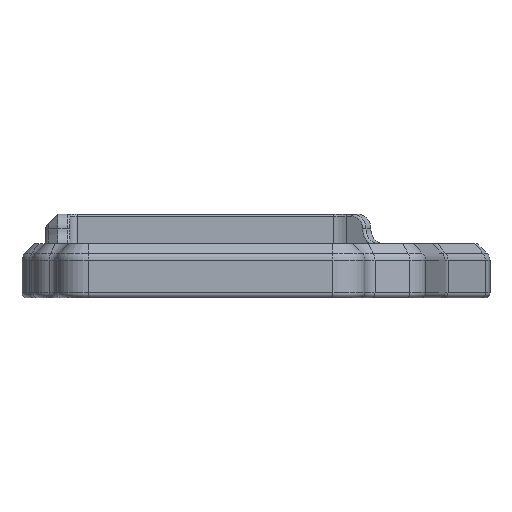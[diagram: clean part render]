
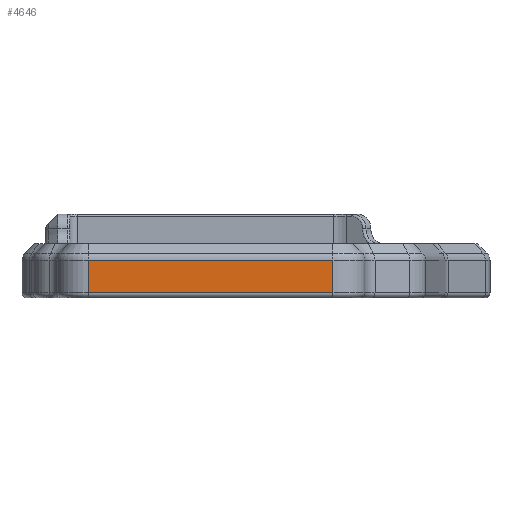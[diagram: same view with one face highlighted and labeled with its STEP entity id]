
A CAD part, left-side view. The second image highlights one B-rep face of the part: STEP entity #4646.
In plain terms, the highlighted planar face has unit normal (-1, 0, 0).
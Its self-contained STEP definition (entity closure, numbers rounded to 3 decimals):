
#145=PLANE('',#5053);
#285=FACE_OUTER_BOUND('',#597,.T.);
#597=EDGE_LOOP('',(#3271,#3272,#3273,#3274));
#905=LINE('',#7369,#1289);
#923=LINE('',#7585,#1307);
#924=LINE('',#7587,#1308);
#925=LINE('',#7588,#1309);
#1289=VECTOR('',#5742,10.);
#1307=VECTOR('',#5856,10.);
#1308=VECTOR('',#5857,10.);
#1309=VECTOR('',#5858,10.);
#2026=VERTEX_POINT('',#7362);
#2028=VERTEX_POINT('',#7368);
#2062=VERTEX_POINT('',#7584);
#2063=VERTEX_POINT('',#7586);
#2463=EDGE_CURVE('',#2026,#2028,#905,.T.);
#2517=EDGE_CURVE('',#2062,#2026,#923,.T.);
#2518=EDGE_CURVE('',#2063,#2062,#924,.T.);
#2519=EDGE_CURVE('',#2063,#2028,#925,.T.);
#3271=ORIENTED_EDGE('',*,*,#2463,.F.);
#3272=ORIENTED_EDGE('',*,*,#2517,.F.);
#3273=ORIENTED_EDGE('',*,*,#2518,.F.);
#3274=ORIENTED_EDGE('',*,*,#2519,.T.);
#4646=ADVANCED_FACE('',(#285),#145,.T.);
#5053=AXIS2_PLACEMENT_3D('',#7583,#5854,#5855);
#5742=DIRECTION('',(0.,-1.,0.));
#5854=DIRECTION('center_axis',(-1.,0.,0.));
#5855=DIRECTION('ref_axis',(0.,-1.,0.));
#5856=DIRECTION('',(0.,0.,1.));
#5857=DIRECTION('',(0.,1.,0.));
#5858=DIRECTION('',(0.,0.,1.));
#7362=CARTESIAN_POINT('',(-5.,51.2,4.672));
#7368=CARTESIAN_POINT('',(-5.,1.5,4.672));
#7369=CARTESIAN_POINT('',(-5.,42.686,4.672));
#7583=CARTESIAN_POINT('Origin',(-5.,51.2,0.));
#7584=CARTESIAN_POINT('',(-5.,51.2,-2.));
#7585=CARTESIAN_POINT('',(-5.,51.2,0.));
#7586=CARTESIAN_POINT('',(-5.,1.5,-2.));
#7587=CARTESIAN_POINT('',(-5.,57.965,-2.));
#7588=CARTESIAN_POINT('',(-5.,1.5,0.));
